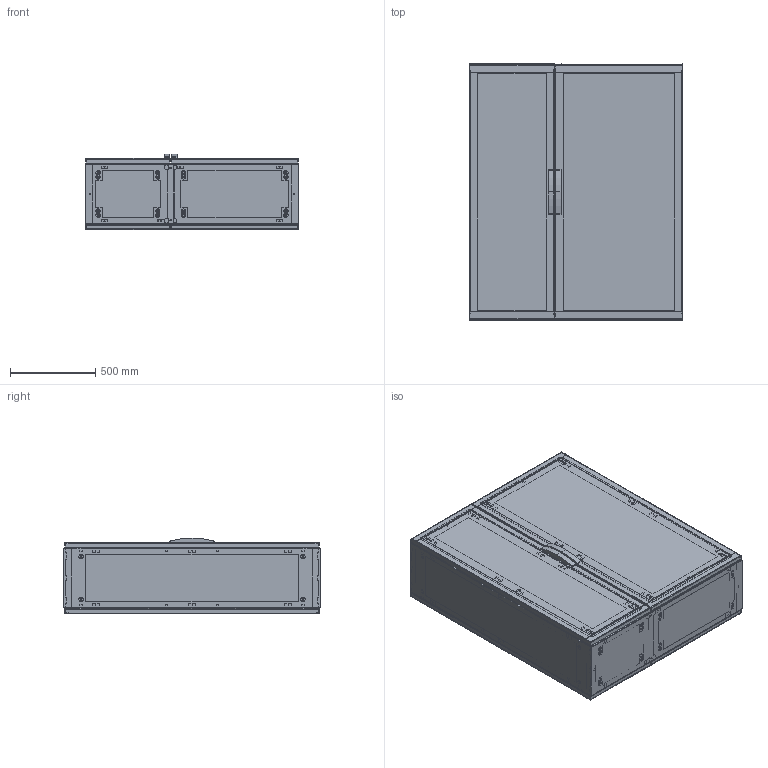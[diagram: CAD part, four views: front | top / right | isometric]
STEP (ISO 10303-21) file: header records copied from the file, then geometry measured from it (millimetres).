
FILE_DESCRIPTION(('STEP AP242'),'1');
FILE_NAME('nsypla15124g.stp','2018-12-20T13:52:40',('TraceParts'),('TraceParts S.A.'),'Spatial InterOp 3D',' ',' ');
FILE_SCHEMA(('AP242_MANAGED_MODEL_BASED_3D_ENGINEERING_MIM_LF {1 0 10303 442 1 1 4}'));
Length unit declared in the file: millimetre
Products named in the file (1): nsypla15124g_1
Bounding box: 1250 x 1500 x 443.68 mm (x, y, z)
Volume: 29746278.3 mm3; surface area: 15510036.2 mm2
Topology: 5 solids, 5 shells, 5090 faces, 12953 edges, 8333 vertices
Faces by surface type: plane 3234, cylinder 1164, cone 624, sphere 36, torus 32
Entity records: 153445 total; most frequent: CARTESIAN_POINT 28101, DIRECTION 26234, ORIENTED_EDGE 25906, EDGE_CURVE 12953, LINE 9058, VECTOR 9058, AXIS2_PLACEMENT_3D 8588, VERTEX_POINT 8333
